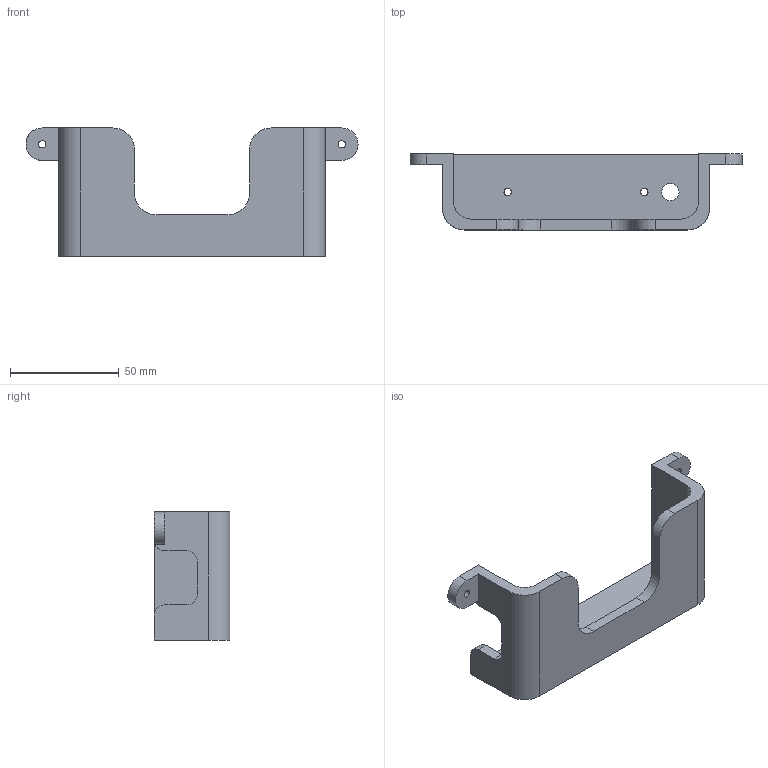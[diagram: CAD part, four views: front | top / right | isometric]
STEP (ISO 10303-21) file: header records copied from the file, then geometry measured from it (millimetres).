
FILE_DESCRIPTION(/* description */ (''),/* implementation_level */ '2;1');
FILE_NAME(/* name */ 'NUC enclosure right v8.step',/* time_stamp */ '2024-03-23T17:24:01-04:00',/* author */ (''),/* organization */ (''),/* preprocessor_version */ 'ST-DEVELOPER v20',/* originating_system */ 'Autodesk Translation Framework v12.20.1.177',/* authorisation */ '');
FILE_SCHEMA (('AUTOMOTIVE_DESIGN { 1 0 10303 214 3 1 1 }'));
Length unit declared in the file: millimetre
Products named in the file (1): NUC enclosure right
Bounding box: 153 x 35 x 59 mm (x, y, z)
Volume: 55064.2 mm3; surface area: 25969.9 mm2
Topology: 1 solids, 1 shells, 41 faces, 117 edges, 78 vertices
Faces by surface type: plane 22, cylinder 19
Full cylindrical faces by diameter (mm): 3.4 x4, 8 x1
Entity records: 1407 total; most frequent: CARTESIAN_POINT 244, DIRECTION 238, ORIENTED_EDGE 234, EDGE_CURVE 117, AXIS2_PLACEMENT_3D 80, LINE 78, VECTOR 78, VERTEX_POINT 78
